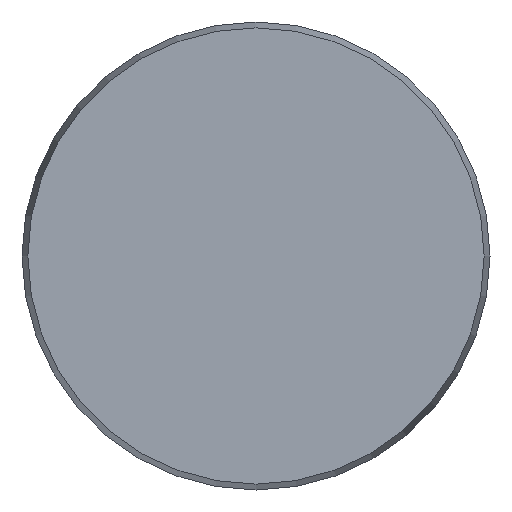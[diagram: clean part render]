
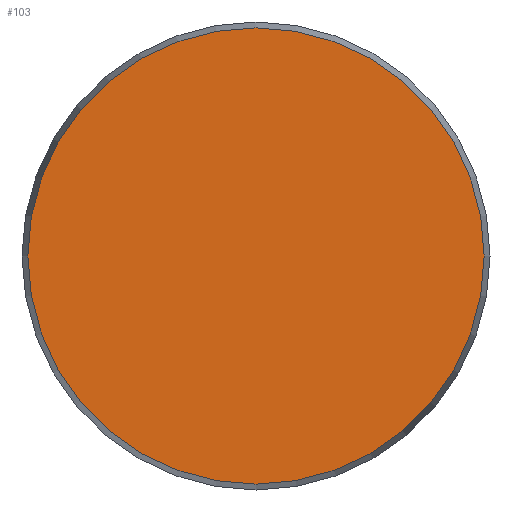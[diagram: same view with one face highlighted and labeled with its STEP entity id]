
A CAD part, front view. The second image highlights one B-rep face of the part: STEP entity #103.
In plain terms, the highlighted planar face has unit normal (0, -1, 0).
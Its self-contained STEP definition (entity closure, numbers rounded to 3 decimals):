
#103 = ADVANCED_FACE( '', ( #224 ), #225, .F. );
#224 = FACE_OUTER_BOUND( '', #389, .T. );
#225 = PLANE( '', #390 );
#389 = EDGE_LOOP( '', ( #635 ) );
#390 = AXIS2_PLACEMENT_3D( '', #636, #637, #638 );
#635 = ORIENTED_EDGE( '', *, *, #826, .T. );
#636 = CARTESIAN_POINT( '', ( 58.5, 0., 0. ) );
#637 = DIRECTION( '', ( 0., 1., 0. ) );
#638 = DIRECTION( '', ( 0., 0., 1. ) );
#826 = EDGE_CURVE( '', #970, #970, #971, .T. );
#970 = VERTEX_POINT( '', #1233 );
#971 = CIRCLE( '', #1234, 58.5 );
#1233 = CARTESIAN_POINT( '', ( 0., 0., -58.5 ) );
#1234 = AXIS2_PLACEMENT_3D( '', #1392, #1393, #1394 );
#1392 = CARTESIAN_POINT( '', ( 0., 0., 0. ) );
#1393 = DIRECTION( '', ( 0., -1., 0. ) );
#1394 = DIRECTION( '', ( 0., 0., -1. ) );
